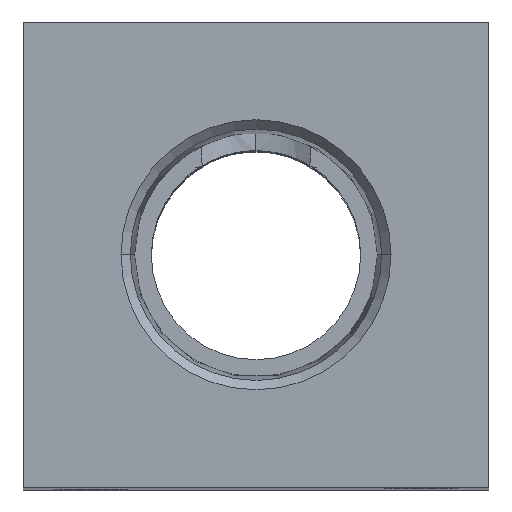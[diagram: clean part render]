
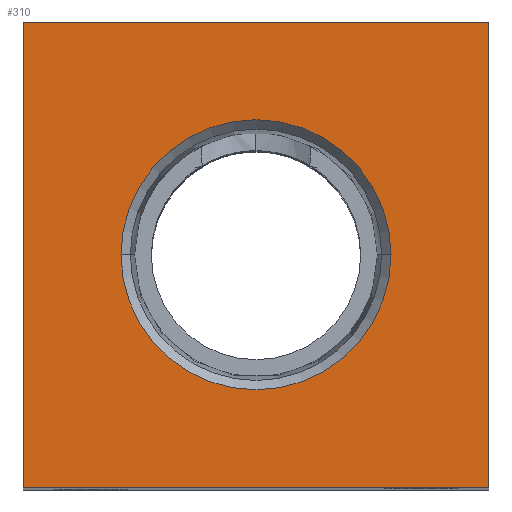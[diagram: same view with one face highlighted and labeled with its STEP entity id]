
A CAD part, top view. The second image highlights one B-rep face of the part: STEP entity #310.
In plain terms, the highlighted planar face has unit normal (0, 0, 1).
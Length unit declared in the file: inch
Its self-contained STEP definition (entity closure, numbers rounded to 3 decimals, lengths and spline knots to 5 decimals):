
#101 = CARTESIAN_POINT ( 'NONE',  ( -0.625, 0.625, 1.9375 ) ) ;
#126 = VECTOR ( 'NONE', #1815, 39.37008 ) ;
#163 = EDGE_CURVE ( 'NONE', #936, #1287, #1433, .T. ) ;
#193 = CARTESIAN_POINT ( 'NONE',  ( 0., 0., 1.9375 ) ) ;
#297 = ORIENTED_EDGE ( 'NONE', *, *, #1261, .T. ) ;
#310 = ADVANCED_FACE ( 'NONE', ( #2276, #1284 ), #1047, .T. ) ;
#332 = EDGE_CURVE ( 'NONE', #1279, #2394, #1167, .T. ) ;
#359 = CARTESIAN_POINT ( 'NONE',  ( -0.625, -0.625, 1.9375 ) ) ;
#362 = DIRECTION ( 'NONE',  ( 1., 0., 0. ) ) ;
#372 = DIRECTION ( 'NONE',  ( 0., 0., 1. ) ) ;
#395 = CARTESIAN_POINT ( 'NONE',  ( 0., 0., 1.9375 ) ) ;
#432 = EDGE_CURVE ( 'NONE', #2394, #1279, #2179, .T. ) ;
#627 = EDGE_CURVE ( 'NONE', #1172, #1954, #1853, .T. ) ;
#682 = EDGE_CURVE ( 'NONE', #1954, #936, #1790, .T. ) ;
#695 = VECTOR ( 'NONE', #2320, 39.37008 ) ;
#770 = VECTOR ( 'NONE', #1900, 39.37008 ) ;
#773 = DIRECTION ( 'NONE',  ( 1., 0., 0. ) ) ;
#777 = DIRECTION ( 'NONE',  ( 0., 0., 1. ) ) ;
#866 = VECTOR ( 'NONE', #2119, 39.37008 ) ;
#909 = CARTESIAN_POINT ( 'NONE',  ( 0., 0., 1.9375 ) ) ;
#911 = CARTESIAN_POINT ( 'NONE',  ( 0.625, -0.625, 1.9375 ) ) ;
#936 = VERTEX_POINT ( 'NONE', #911 ) ;
#937 = EDGE_LOOP ( 'NONE', ( #2405, #1753 ) ) ;
#1047 = PLANE ( 'NONE',  #1872 ) ;
#1167 = CIRCLE ( 'NONE', #2514, 0.3626 ) ;
#1172 = VERTEX_POINT ( 'NONE', #101 ) ;
#1199 = ORIENTED_EDGE ( 'NONE', *, *, #163, .T. ) ;
#1224 = ORIENTED_EDGE ( 'NONE', *, *, #627, .T. ) ;
#1261 = EDGE_CURVE ( 'NONE', #1287, #1172, #1312, .T. ) ;
#1279 = VERTEX_POINT ( 'NONE', #2260 ) ;
#1284 = FACE_OUTER_BOUND ( 'NONE', #1610, .T. ) ;
#1287 = VERTEX_POINT ( 'NONE', #2250 ) ;
#1312 = LINE ( 'NONE', #2553, #695 ) ;
#1433 = LINE ( 'NONE', #1980, #866 ) ;
#1493 = DIRECTION ( 'NONE',  ( 1., 0., 0. ) ) ;
#1610 = EDGE_LOOP ( 'NONE', ( #1224, #1996, #1199, #297 ) ) ;
#1690 = AXIS2_PLACEMENT_3D ( 'NONE', #193, #1862, #1493 ) ;
#1753 = ORIENTED_EDGE ( 'NONE', *, *, #332, .F. ) ;
#1790 = LINE ( 'NONE', #1797, #126 ) ;
#1797 = CARTESIAN_POINT ( 'NONE',  ( 0.625, -0.625, 1.9375 ) ) ;
#1815 = DIRECTION ( 'NONE',  ( 1., 0., 0. ) ) ;
#1853 = LINE ( 'NONE', #1961, #770 ) ;
#1862 = DIRECTION ( 'NONE',  ( 0., 0., 1. ) ) ;
#1872 = AXIS2_PLACEMENT_3D ( 'NONE', #909, #777, #773 ) ;
#1900 = DIRECTION ( 'NONE',  ( 0., -1., 0. ) ) ;
#1954 = VERTEX_POINT ( 'NONE', #359 ) ;
#1961 = CARTESIAN_POINT ( 'NONE',  ( -0.625, -0.625, 1.9375 ) ) ;
#1980 = CARTESIAN_POINT ( 'NONE',  ( 0.625, -0.625, 1.9375 ) ) ;
#1996 = ORIENTED_EDGE ( 'NONE', *, *, #682, .T. ) ;
#2119 = DIRECTION ( 'NONE',  ( 0., 1., 0. ) ) ;
#2179 = CIRCLE ( 'NONE', #1690, 0.3626 ) ;
#2250 = CARTESIAN_POINT ( 'NONE',  ( 0.625, 0.625, 1.9375 ) ) ;
#2260 = CARTESIAN_POINT ( 'NONE',  ( -0.3626, 0., 1.9375 ) ) ;
#2276 = FACE_BOUND ( 'NONE', #937, .T. ) ;
#2320 = DIRECTION ( 'NONE',  ( -1., 0., 0. ) ) ;
#2394 = VERTEX_POINT ( 'NONE', #2612 ) ;
#2405 = ORIENTED_EDGE ( 'NONE', *, *, #432, .F. ) ;
#2514 = AXIS2_PLACEMENT_3D ( 'NONE', #395, #372, #362 ) ;
#2553 = CARTESIAN_POINT ( 'NONE',  ( 0.625, 0.625, 1.9375 ) ) ;
#2612 = CARTESIAN_POINT ( 'NONE',  ( 0.3626, 0., 1.9375 ) ) ;
